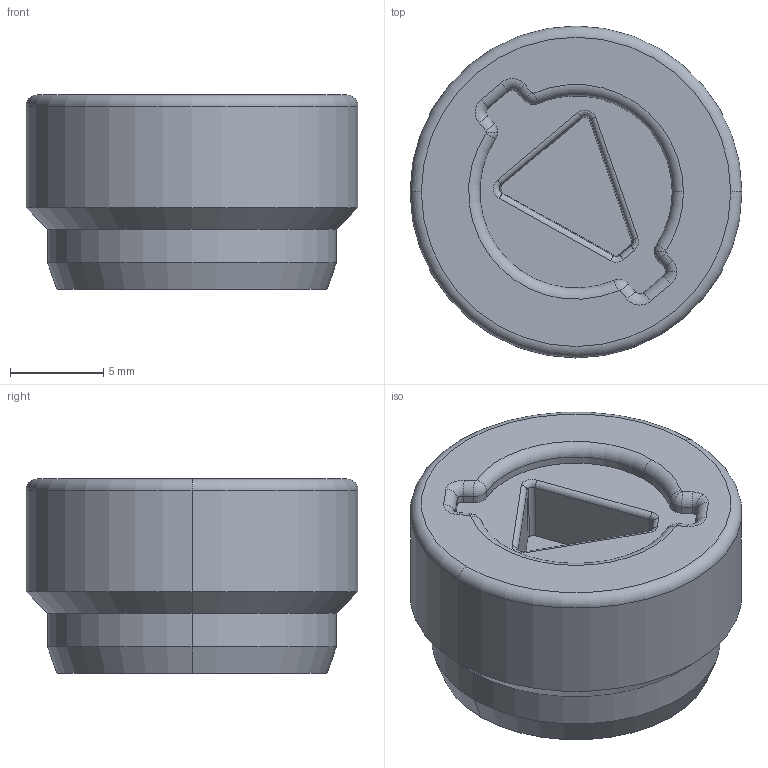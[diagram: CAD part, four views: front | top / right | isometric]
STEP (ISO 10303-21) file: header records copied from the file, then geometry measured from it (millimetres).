
FILE_DESCRIPTION (( 'STEP AP203' ), '1' );
FILE_NAME ('CilindroA.STEP', '2022-01-19T13:07:10', ( '' ), ( '' ), 'SwSTEP 2.0', 'SolidWorks 2016', '' );
FILE_SCHEMA (( 'CONFIG_CONTROL_DESIGN' ));
Length unit declared in the file: millimetre
Products named in the file (1): CilindroA
Bounding box: 17.77 x 17.77 x 10.4 mm (x, y, z)
Volume: 2085.9 mm3; surface area: 1173.4 mm2
Topology: 1 solids, 1 shells, 88 faces, 205 edges, 124 vertices
Faces by surface type: cylinder 35, plane 25, torus 16, cone 8, bspline 4
Entity records: 2650 total; most frequent: CARTESIAN_POINT 558, DIRECTION 451, ORIENTED_EDGE 410, EDGE_CURVE 205, AXIS2_PLACEMENT_3D 177, VERTEX_POINT 124, LINE 97, VECTOR 97
